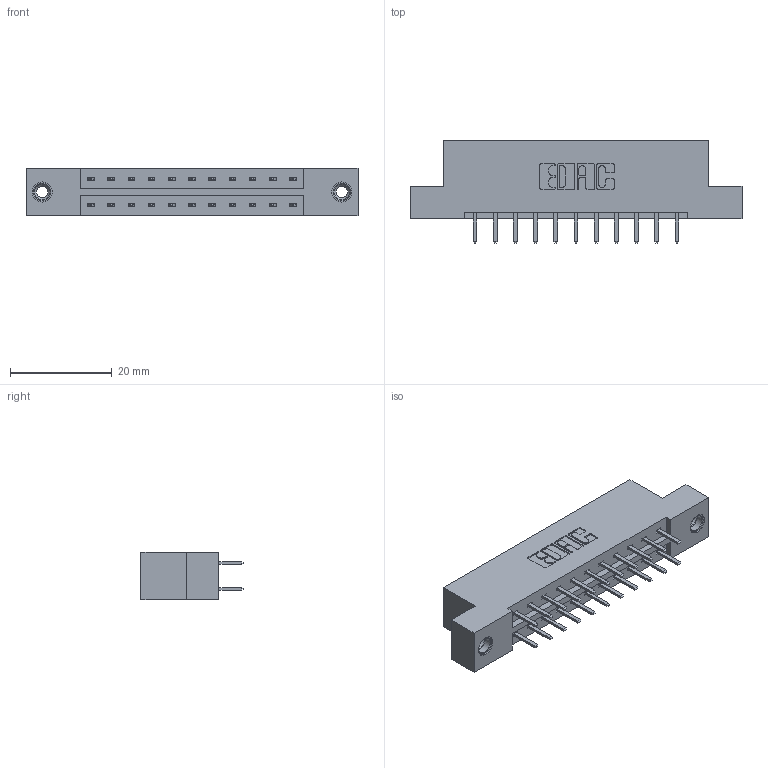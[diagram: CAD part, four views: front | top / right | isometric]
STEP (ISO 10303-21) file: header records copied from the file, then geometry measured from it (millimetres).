
FILE_DESCRIPTION (( 'STEP AP203' ), '1' );
FILE_NAME ('333-022-520-208.STEP', '2018-08-02T01:38:48', ( '' ), ( '' ), 'SwSTEP 2.0', 'SolidWorks 2016', '' );
FILE_SCHEMA (( 'CONFIG_CONTROL_DESIGN' ));
Length unit declared in the file: inch
Products named in the file (4): 333 Part_Flush - .156 Dia - TI; 345-292-001_345-293-120; 345-250-001_345-250-003-102; 333-022-520-208
Assembly tree (25 placements, depth 2):
  333-022-520-208
    333 Part_Flush - .156 Dia - TI
    345-292-001_345-293-120  x22
    345-250-001_345-250-003-102  x2
Bounding box: 65.13 x 20.02 x 9.4 mm (x, y, z)
Volume: 6342.9 mm3; surface area: 7161.9 mm2
Topology: 25 solids, 25 shells, 1406 faces, 4033 edges, 2622 vertices
Faces by surface type: plane 938, cylinder 452, cone 12, torus 4
Entity records: 12386 total; most frequent: CARTESIAN_POINT 2085, ORIENTED_EDGE 2002, DIRECTION 1855, EDGE_CURVE 1001, VECTOR 849, LINE 849, VERTEX_POINT 660, AXIS2_PLACEMENT_3D 503
